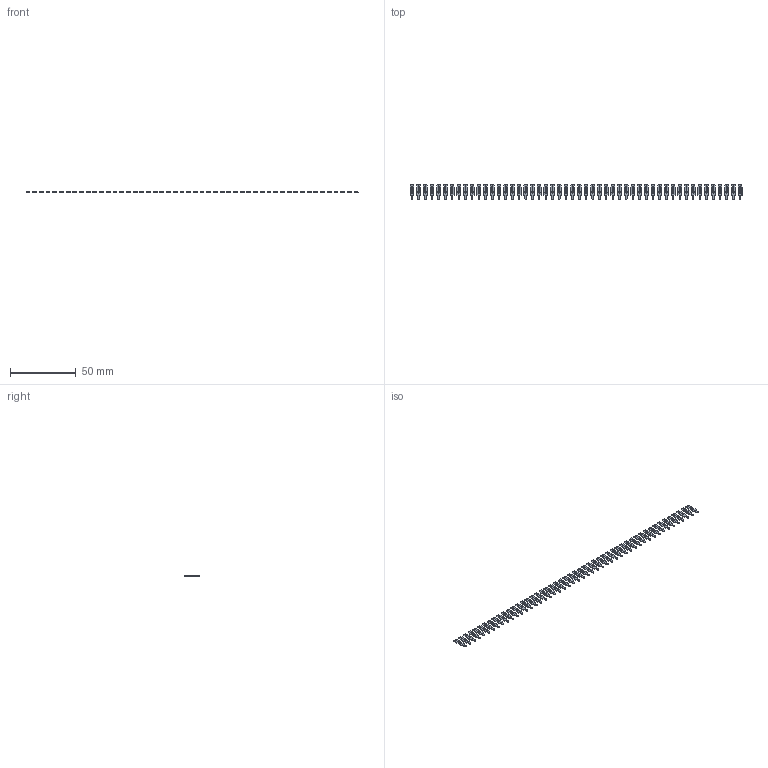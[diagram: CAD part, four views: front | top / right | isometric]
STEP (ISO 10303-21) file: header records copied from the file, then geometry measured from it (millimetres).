
FILE_DESCRIPTION (( 'STEP AP203' ), '1' );
FILE_NAME ('103-050-250-200.STEP', '2020-04-09T21:31:01', ( '' ), ( '' ), 'SwSTEP 2.0', 'SolidWorks 2016', '' );
FILE_SCHEMA (( 'CONFIG_CONTROL_DESIGN' ));
Length unit declared in the file: inch
Products named in the file (2): 100-290-001_100-290-250; 103-050-250-200
Assembly tree (50 placements, depth 2):
  103-050-250-200
    100-290-001_100-290-250  x50
Bounding box: 251.84 x 11.48 x 0.66 mm (x, y, z)
Volume: 780.2 mm3; surface area: 3667.5 mm2
Topology: 50 solids, 50 shells, 1200 faces, 3300 edges, 2200 vertices
Faces by surface type: plane 1000, cylinder 200
Entity records: 2526 total; most frequent: DIRECTION 224, CARTESIAN_POINT 199, ORIENTED_EDGE 132, LOCAL_TIME 110, COORDINATED_UNIVERSAL_TIME_OFFSET 110, DATE_AND_TIME 110, CALENDAR_DATE 110, AXIS2_PLACEMENT_3D 85
